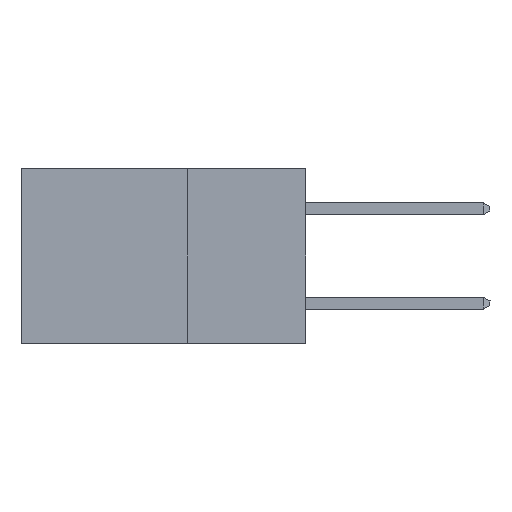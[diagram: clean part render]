
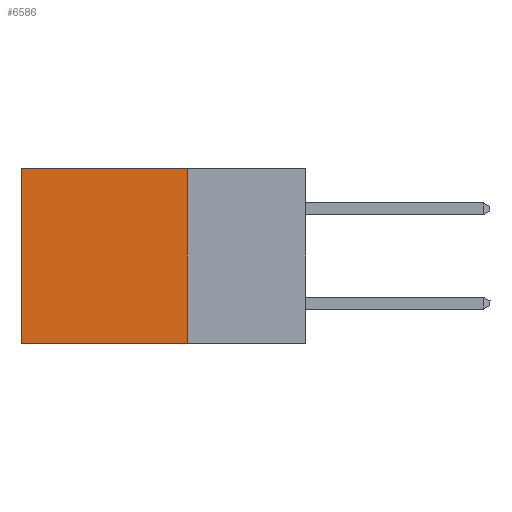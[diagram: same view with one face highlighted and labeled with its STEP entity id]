
A CAD part, left-side view. The second image highlights one B-rep face of the part: STEP entity #6586.
In plain terms, the highlighted planar face has unit normal (-1, 0, 0).
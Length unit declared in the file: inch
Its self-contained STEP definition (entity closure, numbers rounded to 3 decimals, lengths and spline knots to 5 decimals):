
#285 = DIRECTION ( 'NONE',  ( 0., 0., -1. ) ) ;
#652 = ORIENTED_EDGE ( 'NONE', *, *, #11820, .T. ) ;
#855 = DIRECTION ( 'NONE',  ( 0., 0., -1. ) ) ;
#1660 = DIRECTION ( 'NONE',  ( 0., 1., 0. ) ) ;
#1721 = DIRECTION ( 'NONE',  ( 0., 0., -1. ) ) ;
#1739 = EDGE_LOOP ( 'NONE', ( #652, #9031, #9332, #3641 ) ) ;
#1778 = VERTEX_POINT ( 'NONE', #9425 ) ;
#2201 = LINE ( 'NONE', #10982, #2670 ) ;
#2341 = VECTOR ( 'NONE', #6930, 39.37008 ) ;
#2670 = VECTOR ( 'NONE', #1660, 39.37008 ) ;
#2844 = CARTESIAN_POINT ( 'NONE',  ( 0.298, 0.25, 0. ) ) ;
#3641 = ORIENTED_EDGE ( 'NONE', *, *, #6616, .T. ) ;
#3735 = LINE ( 'NONE', #2844, #2341 ) ;
#3894 = PLANE ( 'NONE',  #12086 ) ;
#4127 = VERTEX_POINT ( 'NONE', #4745 ) ;
#4745 = CARTESIAN_POINT ( 'NONE',  ( 0.298, 0.25, -0.37 ) ) ;
#5368 = EDGE_CURVE ( 'NONE', #4127, #11655, #2201, .T. ) ;
#6091 = CARTESIAN_POINT ( 'NONE',  ( 0.298, 0.6, -0.37 ) ) ;
#6418 = FACE_OUTER_BOUND ( 'NONE', #1739, .T. ) ;
#6586 = ADVANCED_FACE ( 'NONE', ( #6418 ), #3894, .F. ) ;
#6616 = EDGE_CURVE ( 'NONE', #11124, #1778, #3735, .T. ) ;
#6758 = CARTESIAN_POINT ( 'NONE',  ( 0.298, 0.25, 0. ) ) ;
#6930 = DIRECTION ( 'NONE',  ( 0., 1., 0. ) ) ;
#8348 = CARTESIAN_POINT ( 'NONE',  ( 0.298, 0.6, 0. ) ) ;
#8918 = CARTESIAN_POINT ( 'NONE',  ( 0.298, 0.25, 0. ) ) ;
#9031 = ORIENTED_EDGE ( 'NONE', *, *, #5368, .F. ) ;
#9332 = ORIENTED_EDGE ( 'NONE', *, *, #10853, .F. ) ;
#9336 = CARTESIAN_POINT ( 'NONE',  ( 0.298, 0.25, 0. ) ) ;
#9376 = LINE ( 'NONE', #8348, #11099 ) ;
#9425 = CARTESIAN_POINT ( 'NONE',  ( 0.298, 0.6, 0. ) ) ;
#9560 = VECTOR ( 'NONE', #1721, 39.37008 ) ;
#10853 = EDGE_CURVE ( 'NONE', #11124, #4127, #11616, .T. ) ;
#10957 = DIRECTION ( 'NONE',  ( 1., 0., 0. ) ) ;
#10982 = CARTESIAN_POINT ( 'NONE',  ( 0.298, 0.25, -0.37 ) ) ;
#11099 = VECTOR ( 'NONE', #285, 39.37008 ) ;
#11124 = VERTEX_POINT ( 'NONE', #9336 ) ;
#11616 = LINE ( 'NONE', #8918, #9560 ) ;
#11655 = VERTEX_POINT ( 'NONE', #6091 ) ;
#11820 = EDGE_CURVE ( 'NONE', #1778, #11655, #9376, .T. ) ;
#12086 = AXIS2_PLACEMENT_3D ( 'NONE', #6758, #10957, #855 ) ;
